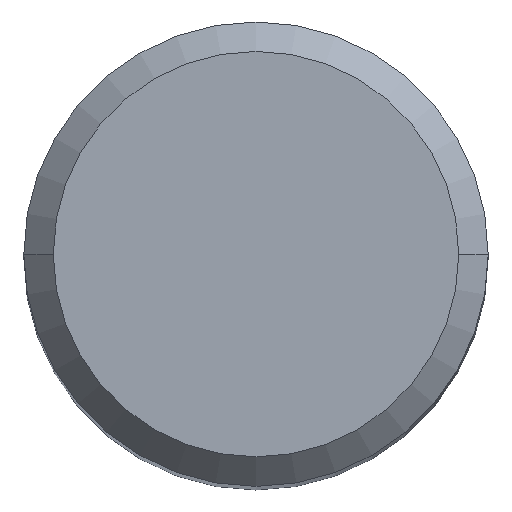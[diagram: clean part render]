
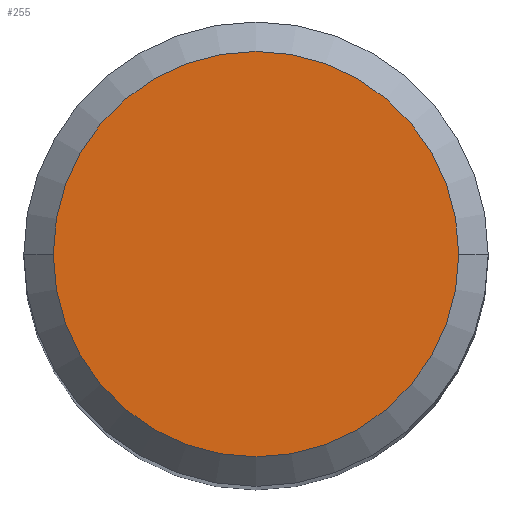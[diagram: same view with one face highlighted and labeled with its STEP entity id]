
A CAD part, top view. The second image highlights one B-rep face of the part: STEP entity #255.
In plain terms, the highlighted planar face has unit normal (0, 0, 1).
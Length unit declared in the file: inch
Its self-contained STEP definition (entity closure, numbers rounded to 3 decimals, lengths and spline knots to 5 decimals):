
#8 = AXIS2_PLACEMENT_3D ( 'NONE', #354, #274, #164 ) ;
#14 = CARTESIAN_POINT ( 'NONE',  ( 0.1031, 0., 0. ) ) ;
#47 = DIRECTION ( 'NONE',  ( 0., 0., 1. ) ) ;
#59 = DIRECTION ( 'NONE',  ( 1., 0., 0. ) ) ;
#75 = CARTESIAN_POINT ( 'NONE',  ( 0., 0., 0. ) ) ;
#84 = PLANE ( 'NONE',  #159 ) ;
#85 = VERTEX_POINT ( 'NONE', #14 ) ;
#154 = DIRECTION ( 'NONE',  ( -1., 0., 0. ) ) ;
#159 = AXIS2_PLACEMENT_3D ( 'NONE', #232, #312, #154 ) ;
#164 = DIRECTION ( 'NONE',  ( 1., 0., 0. ) ) ;
#194 = CIRCLE ( 'NONE', #8, 0.1031 ) ;
#202 = FACE_OUTER_BOUND ( 'NONE', #347, .T. ) ;
#209 = VERTEX_POINT ( 'NONE', #409 ) ;
#212 = EDGE_CURVE ( 'NONE', #85, #209, #331, .T. ) ;
#218 = ORIENTED_EDGE ( 'NONE', *, *, #304, .T. ) ;
#232 = CARTESIAN_POINT ( 'NONE',  ( 0., 0.1031, 0. ) ) ;
#254 = AXIS2_PLACEMENT_3D ( 'NONE', #75, #47, #59 ) ;
#255 = ADVANCED_FACE ( 'NONE', ( #202 ), #84, .F. ) ;
#274 = DIRECTION ( 'NONE',  ( 0., 0., 1. ) ) ;
#304 = EDGE_CURVE ( 'NONE', #209, #85, #194, .T. ) ;
#312 = DIRECTION ( 'NONE',  ( 0., 0., -1. ) ) ;
#331 = CIRCLE ( 'NONE', #254, 0.1031 ) ;
#347 = EDGE_LOOP ( 'NONE', ( #218, #355 ) ) ;
#354 = CARTESIAN_POINT ( 'NONE',  ( 0., 0., 0. ) ) ;
#355 = ORIENTED_EDGE ( 'NONE', *, *, #212, .T. ) ;
#409 = CARTESIAN_POINT ( 'NONE',  ( -0.1031, 0., 0. ) ) ;
